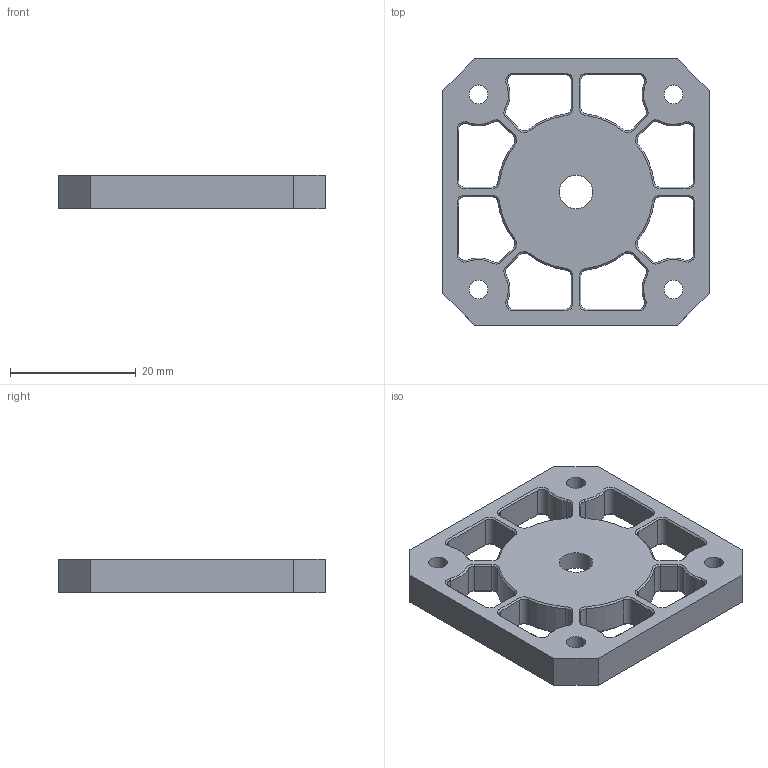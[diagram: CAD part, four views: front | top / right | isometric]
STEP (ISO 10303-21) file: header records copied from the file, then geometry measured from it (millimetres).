
FILE_DESCRIPTION(/* description */ (''),/* implementation_level */ '2;1');
FILE_NAME(/* name */ 'MotorHeader.step',/* time_stamp */ '2023-11-23T20:41:51-05:00',/* author */ (''),/* organization */ (''),/* preprocessor_version */ 'ST-DEVELOPER v20',/* originating_system */ 'Autodesk Translation Framework v12.14.0.127',/* authorisation */ '');
FILE_SCHEMA (('AUTOMOTIVE_DESIGN { 1 0 10303 214 3 1 1 }'));
Length unit declared in the file: millimetre
Products named in the file (1): MotorHeader
Bounding box: 42.3 x 42.3 x 5.25 mm (x, y, z)
Volume: 4896.7 mm3; surface area: 4756.7 mm2
Topology: 1 solids, 1 shells, 258 faces, 604 edges, 349 vertices
Faces by surface type: cone 113, plane 83, cylinder 62
Full cylindrical faces by diameter (mm): 3 x4, 5.35 x1, 22.5 x1
Entity records: 7329 total; most frequent: DIRECTION 1359, CARTESIAN_POINT 1212, ORIENTED_EDGE 1208, EDGE_CURVE 604, AXIS2_PLACEMENT_3D 496, LINE 367, VECTOR 367, VERTEX_POINT 349
